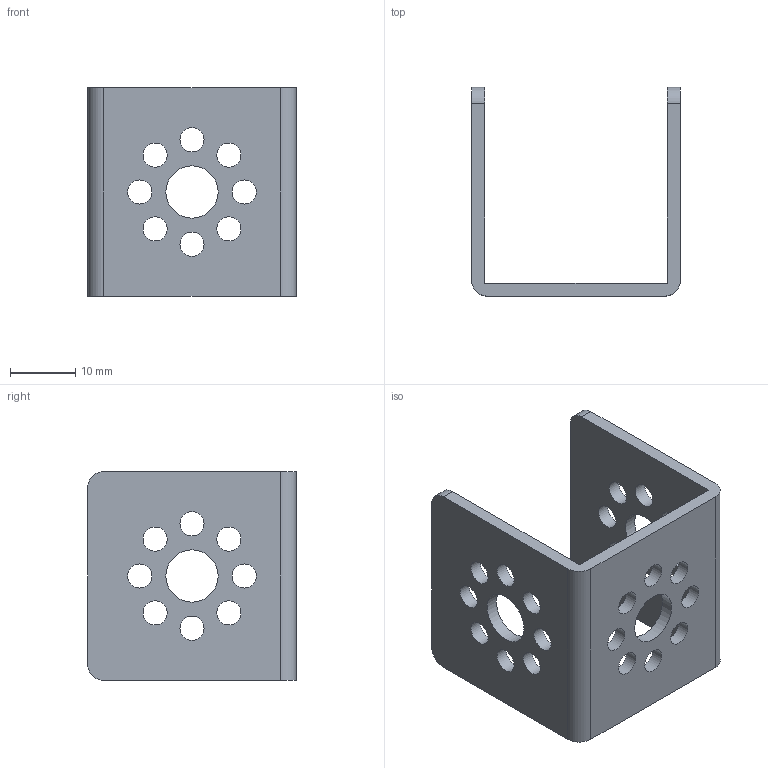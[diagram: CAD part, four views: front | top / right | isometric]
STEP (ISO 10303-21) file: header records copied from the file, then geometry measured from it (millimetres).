
FILE_DESCRIPTION(/* description */ (''),/* implementation_level */ '2;1');
FILE_NAME(/* name */ 'Tetrix_739065.ipt.stp',/* time_stamp */ '2014-12-18T17:46:08-08:00',/* author */ ('Autodesk Inc.'),/* organization */ ('Autodesk Inc.'),/* preprocessor_version */ 'ST-DEVELOPER v15.6',/* originating_system */ 'Autodesk Inventor 2015',/* authorisation */ '');
FILE_SCHEMA (('AUTOMOTIVE_DESIGN { 1 0 10303 214 3 1 1 }'));
Length unit declared in the file: millimetre
Products named in the file (1): Tetrix_739065
Bounding box: 32 x 32 x 32 mm (x, y, z)
Volume: 4973.7 mm3; surface area: 6181.7 mm2
Topology: 1 solids, 1 shells, 43 faces, 123 edges, 82 vertices
Faces by surface type: cylinder 33, plane 10
Full cylindrical faces by diameter (mm): 3.7 x24, 8 x3
Entity records: 1490 total; most frequent: DIRECTION 250, CARTESIAN_POINT 222, ORIENTED_EDGE 192, EDGE_LOOP 124, AXIS2_PLACEMENT_3D 110, EDGE_CURVE 96, VERTEX_POINT 82, FACE_BOUND 81
